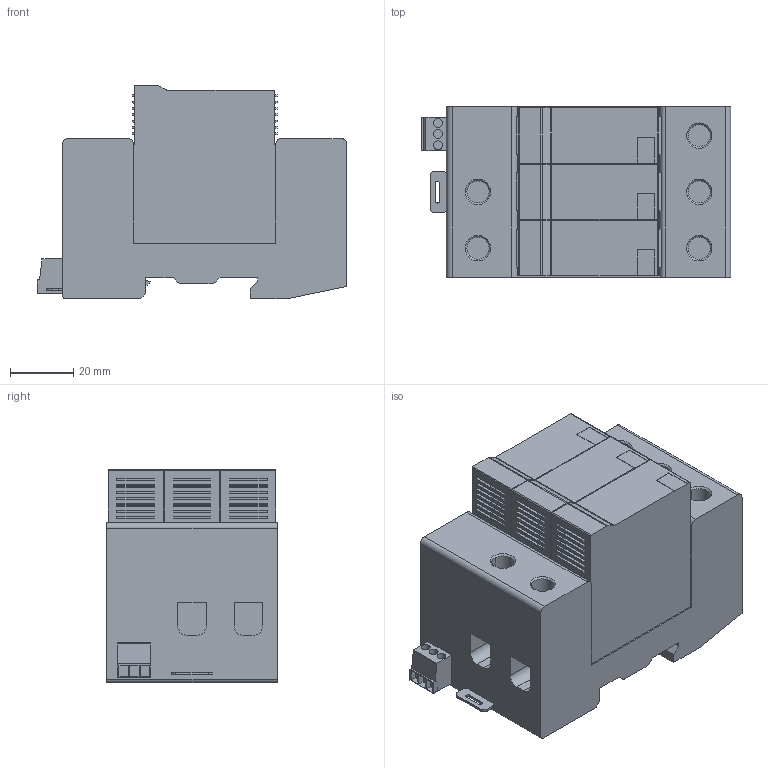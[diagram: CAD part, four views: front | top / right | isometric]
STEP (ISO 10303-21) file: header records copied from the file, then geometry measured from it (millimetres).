
FILE_DESCRIPTION(('Creo Elements/Direct Modeling STEP Export'),'2;1');
FILE_NAME('DS43S-690.stp','2013-10-30T 9:18:12',(''),(''),'Creo Elements/Direct Modeling STEP processor for AP214 (Solid Model)','Creo Elements/Direct Modeling 18.1A 09-Jun-2012 (C) Parametric Technology GmbH','');
FILE_SCHEMA(('AUTOMOTIVE_DESIGN { 1 0 10303 214 1 1 1 1 }'));
Length unit declared in the file: millimetre
Products named in the file (1): DS43S
Bounding box: 97.95 x 54 x 67.4 mm (x, y, z)
Volume: 259319.7 mm3; surface area: 37207.2 mm2
Topology: 1 solids, 1 shells, 410 faces, 1018 edges, 676 vertices
Faces by surface type: plane 353, cylinder 47, cone 10
Entity records: 11686 total; most frequent: ORIENTED_EDGE 2036, CARTESIAN_POINT 2030, DIRECTION 1827, EDGE_CURVE 1018, VECTOR 881, LINE 881, VERTEX_POINT 676, EDGE_LOOP 478
